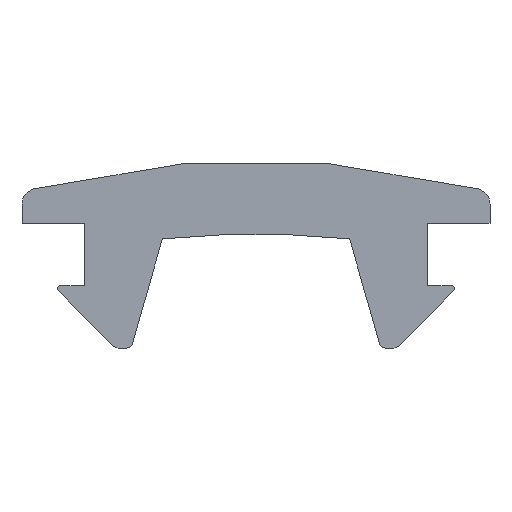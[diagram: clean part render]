
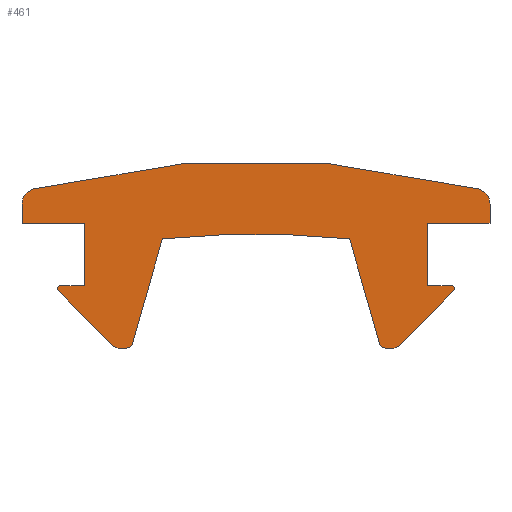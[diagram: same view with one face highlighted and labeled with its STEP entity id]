
A CAD part, left-side view. The second image highlights one B-rep face of the part: STEP entity #461.
In plain terms, the highlighted planar face has unit normal (-1, 0, 0).
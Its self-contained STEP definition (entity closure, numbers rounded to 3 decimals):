
#18=CARTESIAN_POINT('',(0.,-6.359,-1.75));
#19=VERTEX_POINT('',#18);
#26=CARTESIAN_POINT('',(0.,-6.329,-1.821));
#27=VERTEX_POINT('',#26);
#28=CARTESIAN_POINT('',(0.,-6.259,-1.75));
#29=DIRECTION('',(-1.0,0.,0.));
#30=DIRECTION('',(0.,-1.0,0.));
#31=AXIS2_PLACEMENT_3D('',#28,#29,#30);
#32=CIRCLE('',#31,0.1);
#33=EDGE_CURVE('',#27,#19,#32,.T.);
#253=CARTESIAN_POINT('',(0.,8.25,-3.95));
#254=DIRECTION('',(-1.0,0.0,0.0));
#255=DIRECTION('',(0.0,-1.0,0.0));
#256=AXIS2_PLACEMENT_3D('',#253,#254,#255);
#257=PLANE('',#256);
#258=CARTESIAN_POINT('',(0.,-4.559,-3.592));
#259=VERTEX_POINT('',#258);
#260=CARTESIAN_POINT('',(0.,-6.329,-1.821));
#261=DIRECTION('',(0.,0.707,-0.707));
#262=VECTOR('',#261,2.504);
#263=LINE('',#260,#262);
#264=EDGE_CURVE('',#27,#259,#263,.T.);
#265=ORIENTED_EDGE('',*,*,#264,.F.);
#266=ORIENTED_EDGE('',*,*,#33,.T.);
#267=CARTESIAN_POINT('',(0.,-6.259,-1.65));
#268=VERTEX_POINT('',#267);
#269=CARTESIAN_POINT('',(0.,-6.259,-1.75));
#270=DIRECTION('',(-1.0,0.,0.));
#271=DIRECTION('',(0.,-1.0,0.));
#272=AXIS2_PLACEMENT_3D('',#269,#270,#271);
#273=CIRCLE('',#272,0.1);
#274=EDGE_CURVE('',#19,#268,#273,.T.);
#275=ORIENTED_EDGE('',*,*,#274,.T.);
#276=CARTESIAN_POINT('',(0.,-5.5,-1.65));
#277=VERTEX_POINT('',#276);
#278=CARTESIAN_POINT('',(0.,-5.5,-1.65));
#279=DIRECTION('',(0.0,-1.0,0.0));
#280=VECTOR('',#279,0.759);
#281=LINE('',#278,#280);
#282=EDGE_CURVE('',#277,#268,#281,.T.);
#283=ORIENTED_EDGE('',*,*,#282,.F.);
#284=CARTESIAN_POINT('',(0.,-5.5,0.35));
#285=VERTEX_POINT('',#284);
#286=CARTESIAN_POINT('',(0.,-5.5,0.35));
#287=DIRECTION('',(0.0,0.0,-1.0));
#288=VECTOR('',#287,2.0);
#289=LINE('',#286,#288);
#290=EDGE_CURVE('',#285,#277,#289,.T.);
#291=ORIENTED_EDGE('',*,*,#290,.F.);
#292=CARTESIAN_POINT('',(0.,-7.5,0.35));
#293=VERTEX_POINT('',#292);
#294=CARTESIAN_POINT('',(0.,-7.5,0.35));
#295=DIRECTION('',(0.0,1.0,0.0));
#296=VECTOR('',#295,2.0);
#297=LINE('',#294,#296);
#298=EDGE_CURVE('',#293,#285,#297,.T.);
#299=ORIENTED_EDGE('',*,*,#298,.F.);
#300=CARTESIAN_POINT('',(0.,-7.5,0.965));
#301=VERTEX_POINT('',#300);
#302=CARTESIAN_POINT('',(0.,-7.5,0.35));
#303=DIRECTION('',(0.0,0.0,1.0));
#304=VECTOR('',#303,0.615);
#305=LINE('',#302,#304);
#306=EDGE_CURVE('',#293,#301,#305,.T.);
#307=ORIENTED_EDGE('',*,*,#306,.T.);
#308=CARTESIAN_POINT('',(0.,-7.124,1.449));
#309=VERTEX_POINT('',#308);
#310=CARTESIAN_POINT('',(0.,-7.,0.965));
#311=DIRECTION('',(-1.0,0.,0.));
#312=DIRECTION('',(0.,-1.0,0.));
#313=AXIS2_PLACEMENT_3D('',#310,#311,#312);
#314=CIRCLE('',#313,0.5);
#315=EDGE_CURVE('',#301,#309,#314,.T.);
#316=ORIENTED_EDGE('',*,*,#315,.T.);
#317=CARTESIAN_POINT('',(0.,7.124,1.449));
#318=VERTEX_POINT('',#317);
#319=CARTESIAN_POINT('',(0.,0.,-26.275));
#320=DIRECTION('',(1.0,0.,0.));
#321=DIRECTION('',(0.,-1.0,0.));
#322=AXIS2_PLACEMENT_3D('',#319,#320,#321);
#323=CIRCLE('',#322,28.625);
#324=EDGE_CURVE('',#318,#309,#323,.T.);
#325=ORIENTED_EDGE('',*,*,#324,.F.);
#326=CARTESIAN_POINT('',(0.,7.5,0.965));
#327=VERTEX_POINT('',#326);
#328=CARTESIAN_POINT('',(0.,7.,0.965));
#329=DIRECTION('',(-1.0,0.,0.));
#330=DIRECTION('',(0.,-1.0,0.));
#331=AXIS2_PLACEMENT_3D('',#328,#329,#330);
#332=CIRCLE('',#331,0.5);
#333=EDGE_CURVE('',#318,#327,#332,.T.);
#334=ORIENTED_EDGE('',*,*,#333,.T.);
#335=CARTESIAN_POINT('',(0.,7.5,0.35));
#336=VERTEX_POINT('',#335);
#337=CARTESIAN_POINT('',(0.,7.5,0.965));
#338=DIRECTION('',(0.0,0.0,-1.0));
#339=VECTOR('',#338,0.615);
#340=LINE('',#337,#339);
#341=EDGE_CURVE('',#327,#336,#340,.T.);
#342=ORIENTED_EDGE('',*,*,#341,.T.);
#343=CARTESIAN_POINT('',(0.,5.5,0.35));
#344=VERTEX_POINT('',#343);
#345=CARTESIAN_POINT('',(0.,7.5,0.35));
#346=DIRECTION('',(0.0,-1.0,0.0));
#347=VECTOR('',#346,2.0);
#348=LINE('',#345,#347);
#349=EDGE_CURVE('',#336,#344,#348,.T.);
#350=ORIENTED_EDGE('',*,*,#349,.T.);
#351=CARTESIAN_POINT('',(0.,5.5,-1.65));
#352=VERTEX_POINT('',#351);
#353=CARTESIAN_POINT('',(0.,5.5,0.35));
#354=DIRECTION('',(0.0,0.0,-1.0));
#355=VECTOR('',#354,2.0);
#356=LINE('',#353,#355);
#357=EDGE_CURVE('',#344,#352,#356,.T.);
#358=ORIENTED_EDGE('',*,*,#357,.T.);
#359=CARTESIAN_POINT('',(0.,6.259,-1.65));
#360=VERTEX_POINT('',#359);
#361=CARTESIAN_POINT('',(0.,5.5,-1.65));
#362=DIRECTION('',(0.0,1.0,0.0));
#363=VECTOR('',#362,0.759);
#364=LINE('',#361,#363);
#365=EDGE_CURVE('',#352,#360,#364,.T.);
#366=ORIENTED_EDGE('',*,*,#365,.T.);
#367=CARTESIAN_POINT('',(0.,6.329,-1.821));
#368=VERTEX_POINT('',#367);
#369=CARTESIAN_POINT('',(0.,6.259,-1.75));
#370=DIRECTION('',(-1.0,0.,0.));
#371=DIRECTION('',(0.,-1.0,0.));
#372=AXIS2_PLACEMENT_3D('',#369,#370,#371);
#373=CIRCLE('',#372,0.1);
#374=EDGE_CURVE('',#360,#368,#373,.T.);
#375=ORIENTED_EDGE('',*,*,#374,.T.);
#376=CARTESIAN_POINT('',(0.,4.559,-3.592));
#377=VERTEX_POINT('',#376);
#378=CARTESIAN_POINT('',(0.,6.329,-1.821));
#379=DIRECTION('',(0.,-0.707,-0.707));
#380=VECTOR('',#379,2.504);
#381=LINE('',#378,#380);
#382=EDGE_CURVE('',#368,#377,#381,.T.);
#383=ORIENTED_EDGE('',*,*,#382,.T.);
#384=CARTESIAN_POINT('',(0.,4.417,-3.65));
#385=VERTEX_POINT('',#384);
#386=CARTESIAN_POINT('',(0.,4.417,-3.45));
#387=DIRECTION('',(-1.0,0.,0.));
#388=DIRECTION('',(0.,-1.0,0.));
#389=AXIS2_PLACEMENT_3D('',#386,#387,#388);
#390=CIRCLE('',#389,0.2);
#391=EDGE_CURVE('',#377,#385,#390,.T.);
#392=ORIENTED_EDGE('',*,*,#391,.T.);
#393=CARTESIAN_POINT('',(0.,4.151,-3.65));
#394=VERTEX_POINT('',#393);
#395=CARTESIAN_POINT('',(0.,4.417,-3.65));
#396=DIRECTION('',(0.0,-1.0,0.0));
#397=VECTOR('',#396,0.266);
#398=LINE('',#395,#397);
#399=EDGE_CURVE('',#385,#394,#398,.T.);
#400=ORIENTED_EDGE('',*,*,#399,.T.);
#401=CARTESIAN_POINT('',(0.,3.959,-3.505));
#402=VERTEX_POINT('',#401);
#403=CARTESIAN_POINT('',(0.,4.151,-3.45));
#404=DIRECTION('',(-1.0,0.,0.));
#405=DIRECTION('',(0.,-1.0,0.));
#406=AXIS2_PLACEMENT_3D('',#403,#404,#405);
#407=CIRCLE('',#406,0.2);
#408=EDGE_CURVE('',#394,#402,#407,.T.);
#409=ORIENTED_EDGE('',*,*,#408,.T.);
#410=CARTESIAN_POINT('',(0.,3.,-0.15));
#411=VERTEX_POINT('',#410);
#412=CARTESIAN_POINT('',(0.,3.959,-3.505));
#413=DIRECTION('',(0.,-0.275,0.962));
#414=VECTOR('',#413,3.489);
#415=LINE('',#412,#414);
#416=EDGE_CURVE('',#402,#411,#415,.T.);
#417=ORIENTED_EDGE('',*,*,#416,.T.);
#418=CARTESIAN_POINT('',(0.,-3.,-0.15));
#419=VERTEX_POINT('',#418);
#420=CARTESIAN_POINT('',(0.,0.,-30.019));
#421=DIRECTION('',(1.0,0.,0.));
#422=DIRECTION('',(0.,-1.0,0.));
#423=AXIS2_PLACEMENT_3D('',#420,#421,#422);
#424=CIRCLE('',#423,30.019);
#425=EDGE_CURVE('',#411,#419,#424,.T.);
#426=ORIENTED_EDGE('',*,*,#425,.T.);
#427=CARTESIAN_POINT('',(0.,-3.959,-3.505));
#428=VERTEX_POINT('',#427);
#429=CARTESIAN_POINT('',(0.,-3.,-0.15));
#430=DIRECTION('',(0.,-0.275,-0.962));
#431=VECTOR('',#430,3.489);
#432=LINE('',#429,#431);
#433=EDGE_CURVE('',#419,#428,#432,.T.);
#434=ORIENTED_EDGE('',*,*,#433,.T.);
#435=CARTESIAN_POINT('',(0.,-4.151,-3.65));
#436=VERTEX_POINT('',#435);
#437=CARTESIAN_POINT('',(0.,-4.151,-3.45));
#438=DIRECTION('',(-1.0,0.,0.));
#439=DIRECTION('',(0.,-1.0,0.));
#440=AXIS2_PLACEMENT_3D('',#437,#438,#439);
#441=CIRCLE('',#440,0.2);
#442=EDGE_CURVE('',#428,#436,#441,.T.);
#443=ORIENTED_EDGE('',*,*,#442,.T.);
#444=CARTESIAN_POINT('',(0.,-4.417,-3.65));
#445=VERTEX_POINT('',#444);
#446=CARTESIAN_POINT('',(0.,-4.151,-3.65));
#447=DIRECTION('',(0.0,-1.0,0.0));
#448=VECTOR('',#447,0.266);
#449=LINE('',#446,#448);
#450=EDGE_CURVE('',#436,#445,#449,.T.);
#451=ORIENTED_EDGE('',*,*,#450,.T.);
#452=CARTESIAN_POINT('',(0.,-4.417,-3.45));
#453=DIRECTION('',(-1.0,0.,0.));
#454=DIRECTION('',(0.,-1.0,0.));
#455=AXIS2_PLACEMENT_3D('',#452,#453,#454);
#456=CIRCLE('',#455,0.2);
#457=EDGE_CURVE('',#445,#259,#456,.T.);
#458=ORIENTED_EDGE('',*,*,#457,.T.);
#459=EDGE_LOOP('',(#265,#266,#275,#283,#291,#299,#307,#316,#325,#334,#342,#350,#358,#366,#375,#383,#392,#400,#409,#417,#426,#434,#443,#451,#458));
#460=FACE_OUTER_BOUND('',#459,.T.);
#461=ADVANCED_FACE('',(#460),#257,.T.);
